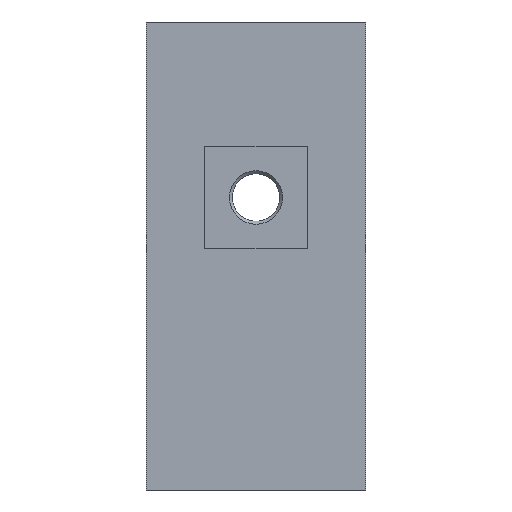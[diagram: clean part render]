
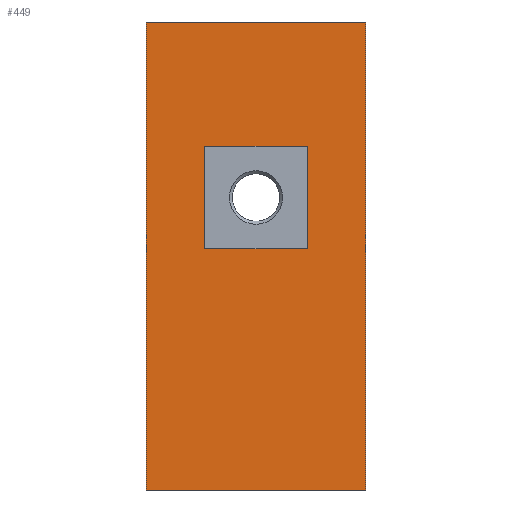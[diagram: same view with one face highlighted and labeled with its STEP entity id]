
A CAD part, front view. The second image highlights one B-rep face of the part: STEP entity #449.
In plain terms, the highlighted planar face has unit normal (0, -1, 0).
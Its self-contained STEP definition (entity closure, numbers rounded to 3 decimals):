
#34=FACE_BOUND('',#85,.T.);
#57=FACE_OUTER_BOUND('',#84,.T.);
#84=EDGE_LOOP('',(#360,#361,#362,#363));
#85=EDGE_LOOP('',(#364,#365,#366,#367));
#100=LINE('',#700,#152);
#103=LINE('',#706,#155);
#106=LINE('',#712,#158);
#109=LINE('',#716,#161);
#112=LINE('',#729,#164);
#121=LINE('',#746,#173);
#133=LINE('',#770,#185);
#134=LINE('',#772,#186);
#152=VECTOR('',#575,10.);
#155=VECTOR('',#580,10.);
#158=VECTOR('',#585,10.);
#161=VECTOR('',#590,10.);
#164=VECTOR('',#603,10.);
#173=VECTOR('',#614,10.);
#185=VECTOR('',#638,10.);
#186=VECTOR('',#641,10.);
#204=VERTEX_POINT('',#697);
#205=VERTEX_POINT('',#699);
#207=VERTEX_POINT('',#705);
#209=VERTEX_POINT('',#711);
#212=VERTEX_POINT('',#725);
#214=VERTEX_POINT('',#728);
#220=VERTEX_POINT('',#742);
#227=VERTEX_POINT('',#768);
#242=EDGE_CURVE('',#205,#204,#100,.T.);
#245=EDGE_CURVE('',#207,#205,#103,.T.);
#248=EDGE_CURVE('',#209,#207,#106,.T.);
#251=EDGE_CURVE('',#204,#209,#109,.T.);
#256=EDGE_CURVE('',#214,#212,#112,.T.);
#265=EDGE_CURVE('',#220,#214,#121,.T.);
#277=EDGE_CURVE('',#212,#227,#133,.T.);
#278=EDGE_CURVE('',#227,#220,#134,.T.);
#360=ORIENTED_EDGE('',*,*,#278,.T.);
#361=ORIENTED_EDGE('',*,*,#265,.T.);
#362=ORIENTED_EDGE('',*,*,#256,.T.);
#363=ORIENTED_EDGE('',*,*,#277,.T.);
#364=ORIENTED_EDGE('',*,*,#242,.T.);
#365=ORIENTED_EDGE('',*,*,#251,.T.);
#366=ORIENTED_EDGE('',*,*,#248,.T.);
#367=ORIENTED_EDGE('',*,*,#245,.T.);
#427=PLANE('',#549);
#449=ADVANCED_FACE('',(#57,#34),#427,.T.);
#549=AXIS2_PLACEMENT_3D('',#771,#639,#640);
#575=DIRECTION('',(0.,0.,-1.));
#580=DIRECTION('',(1.,0.,0.));
#585=DIRECTION('',(0.,0.,1.));
#590=DIRECTION('',(-1.,0.,0.));
#603=DIRECTION('',(1.,0.,0.));
#614=DIRECTION('',(0.,0.,-1.));
#638=DIRECTION('',(0.,0.,1.));
#639=DIRECTION('center_axis',(0.,-1.,0.));
#640=DIRECTION('ref_axis',(0.,0.,-1.));
#641=DIRECTION('',(-1.,0.,0.));
#697=CARTESIAN_POINT('',(3.5,0.,0.5));
#699=CARTESIAN_POINT('',(3.5,0.,7.5));
#700=CARTESIAN_POINT('',(3.5,0.,0.25));
#705=CARTESIAN_POINT('',(-3.5,0.,7.5));
#706=CARTESIAN_POINT('',(5.5,0.,7.5));
#711=CARTESIAN_POINT('',(-3.5,0.,0.5));
#712=CARTESIAN_POINT('',(-3.5,0.,3.75));
#716=CARTESIAN_POINT('',(2.,0.,0.5));
#725=CARTESIAN_POINT('',(7.5,0.,-16.));
#728=CARTESIAN_POINT('',(-7.5,0.,-16.));
#729=CARTESIAN_POINT('',(7.5,0.,-16.));
#742=CARTESIAN_POINT('',(-7.5,0.,16.));
#746=CARTESIAN_POINT('',(-7.5,0.,0.));
#768=CARTESIAN_POINT('',(7.5,0.,16.));
#770=CARTESIAN_POINT('',(7.5,0.,0.));
#771=CARTESIAN_POINT('Origin',(7.5,0.,0.));
#772=CARTESIAN_POINT('',(7.5,0.,16.));
